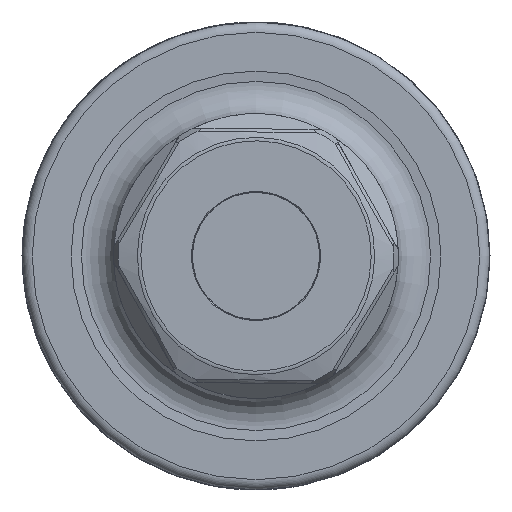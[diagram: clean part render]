
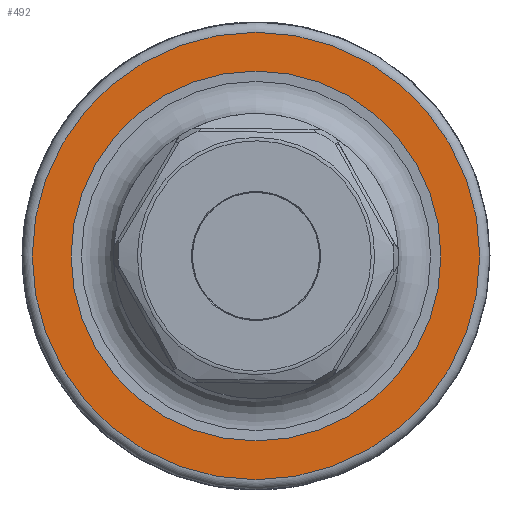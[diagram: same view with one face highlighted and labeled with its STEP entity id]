
A CAD part, left-side view. The second image highlights one B-rep face of the part: STEP entity #492.
In plain terms, the highlighted planar face has unit normal (-1, 0, 0).
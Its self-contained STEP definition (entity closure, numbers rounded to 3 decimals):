
#187=PLANE('',#1908);
#492=ADVANCED_FACE('',(#614,#615),#187,.F.);
#614=FACE_BOUND('',#747,.T.);
#615=FACE_BOUND('',#748,.T.);
#747=EDGE_LOOP('',(#1121));
#748=EDGE_LOOP('',(#1122));
#1121=ORIENTED_EDGE('',*,*,#1646,.T.);
#1122=ORIENTED_EDGE('',*,*,#1645,.F.);
#1435=VERTEX_POINT('',#3605);
#1436=VERTEX_POINT('',#3608);
#1645=EDGE_CURVE('',#1435,#1435,#1733,.T.);
#1646=EDGE_CURVE('',#1436,#1436,#1734,.T.);
#1733=CIRCLE('',#1905,21.995);
#1734=CIRCLE('',#1907,18.174);
#1905=AXIS2_PLACEMENT_3D('',#3604,#2273,#2274);
#1907=AXIS2_PLACEMENT_3D('',#3607,#2277,#2278);
#1908=AXIS2_PLACEMENT_3D('',#3609,#2279,#2280);
#2273=DIRECTION('',(1.,0.,0.));
#2274=DIRECTION('',(0.,0.,1.));
#2277=DIRECTION('',(1.,0.,0.));
#2278=DIRECTION('',(0.,0.,1.));
#2279=DIRECTION('',(1.,0.,0.));
#2280=DIRECTION('',(0.,0.,-1.));
#3604=CARTESIAN_POINT('',(68.,0.,0.));
#3605=CARTESIAN_POINT('',(68.,0.,21.995));
#3607=CARTESIAN_POINT('',(68.,0.,0.));
#3608=CARTESIAN_POINT('',(68.,0.,18.174));
#3609=CARTESIAN_POINT('',(68.,21.995,0.));
